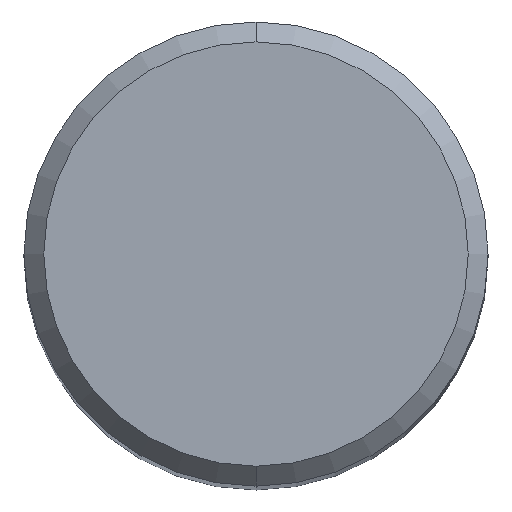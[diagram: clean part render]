
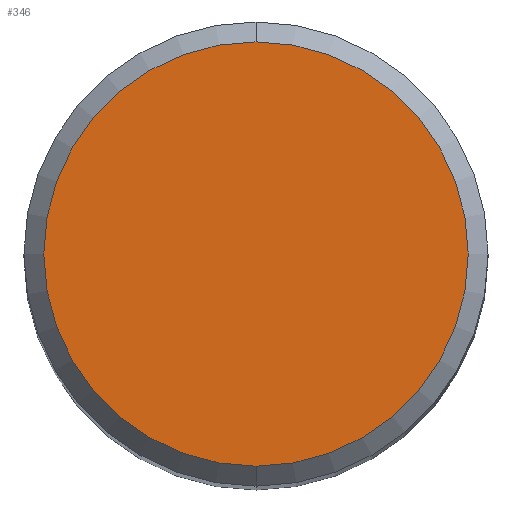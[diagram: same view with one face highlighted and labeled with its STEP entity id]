
A CAD part, top view. The second image highlights one B-rep face of the part: STEP entity #346.
In plain terms, the highlighted planar face has unit normal (0, 0, 1).
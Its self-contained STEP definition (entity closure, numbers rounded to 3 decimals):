
#346=ADVANCED_FACE('',(#939),#940,.T.);
#356=VERTEX_POINT('',#951);
#562=VERTEX_POINT('',#1176);
#766=EDGE_CURVE('',#562,#356,#1398,.T.);
#832=EDGE_CURVE('',#356,#562,#1471,.T.);
#939=FACE_OUTER_BOUND('',#1677,.T.);
#940=PLANE('',#1678);
#951=CARTESIAN_POINT('',(0.,-6.4,0.0));
#1176=CARTESIAN_POINT('',(0.0,6.4,0.0));
#1398=CIRCLE('',#7239,6.4);
#1471=CIRCLE('',#8713,6.4);
#1677=EDGE_LOOP('',(#9130,#9131));
#1678=AXIS2_PLACEMENT_3D('',#9132,#9133,#9134);
#7239=AXIS2_PLACEMENT_3D('',#9586,#9587,#9588);
#8713=AXIS2_PLACEMENT_3D('',#9671,#9672,#9673);
#9130=ORIENTED_EDGE('',*,*,#766,.F.);
#9131=ORIENTED_EDGE('',*,*,#832,.F.);
#9132=CARTESIAN_POINT('',(0.0,3.2,0.0));
#9133=DIRECTION('',(-0.0,0.0,1.0));
#9134=DIRECTION('',(0.0,-1.0,0.0));
#9586=CARTESIAN_POINT('',(0.0,0.0,0.0));
#9587=DIRECTION('',(0.0,0.0,-1.0));
#9588=DIRECTION('',(0.0,1.0,0.0));
#9671=CARTESIAN_POINT('',(0.0,0.0,0.0));
#9672=DIRECTION('',(0.0,0.0,-1.0));
#9673=DIRECTION('',(0.0,1.0,0.0));
